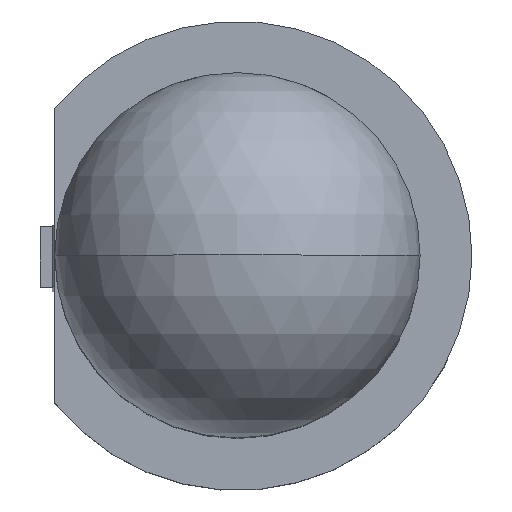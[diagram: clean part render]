
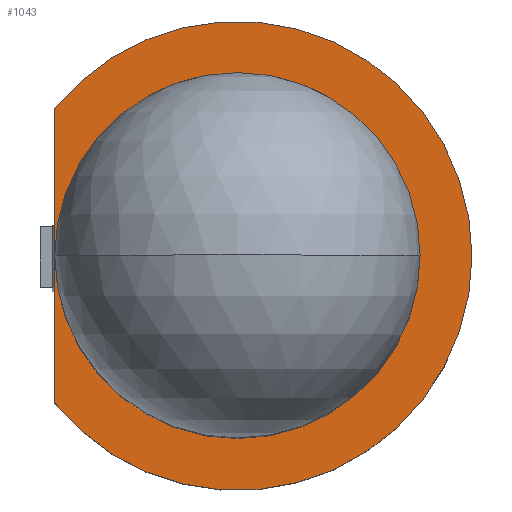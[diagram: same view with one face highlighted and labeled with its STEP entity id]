
A CAD part, top view. The second image highlights one B-rep face of the part: STEP entity #1043.
In plain terms, the highlighted planar face has unit normal (0, 0, 1).
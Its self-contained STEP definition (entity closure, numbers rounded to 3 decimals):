
#2 = CARTESIAN_POINT ( 'NONE',  ( 0., 0., 0. ) ) ;
#5 = ORIENTED_EDGE ( 'NONE', *, *, #1238, .F. ) ;
#20 = CARTESIAN_POINT ( 'NONE',  ( 1.5, 0., 0. ) ) ;
#25 = DIRECTION ( 'NONE',  ( -1., 0., 0. ) ) ;
#35 = VERTEX_POINT ( 'NONE', #20 ) ;
#48 = VECTOR ( 'NONE', #117, 1000. ) ;
#51 = VERTEX_POINT ( 'NONE', #890 ) ;
#84 = AXIS2_PLACEMENT_3D ( 'NONE', #2, #771, #112 ) ;
#88 = DIRECTION ( 'NONE',  ( -1., 0., 0. ) ) ;
#112 = DIRECTION ( 'NONE',  ( 1., 0., 0. ) ) ;
#116 = ORIENTED_EDGE ( 'NONE', *, *, #446, .F. ) ;
#117 = DIRECTION ( 'NONE',  ( 0., 1., 0. ) ) ;
#119 = CARTESIAN_POINT ( 'NONE',  ( -1.5, -1.206, 0. ) ) ;
#166 = EDGE_LOOP ( 'NONE', ( #116, #1055, #5, #822, #892, #1252 ) ) ;
#203 = DIRECTION ( 'NONE',  ( 0., 1., 0. ) ) ;
#209 = AXIS2_PLACEMENT_3D ( 'NONE', #1376, #746, #88 ) ;
#221 = CARTESIAN_POINT ( 'NONE',  ( 1.925, 0., 0. ) ) ;
#238 = DIRECTION ( 'NONE',  ( 0., 0., 1. ) ) ;
#320 = AXIS2_PLACEMENT_3D ( 'NONE', #1096, #459, #1199 ) ;
#339 = LINE ( 'NONE', #773, #48 ) ;
#355 = AXIS2_PLACEMENT_3D ( 'NONE', #1320, #686, #25 ) ;
#446 = EDGE_CURVE ( 'NONE', #1391, #51, #1346, .T. ) ;
#449 = EDGE_CURVE ( 'NONE', #813, #1032, #1060, .T. ) ;
#459 = DIRECTION ( 'NONE',  ( 0., 0., -1. ) ) ;
#501 = EDGE_CURVE ( 'NONE', #51, #813, #1274, .T. ) ;
#624 = CIRCLE ( 'NONE', #1333, 1.5 ) ;
#668 = PLANE ( 'NONE',  #320 ) ;
#686 = DIRECTION ( 'NONE',  ( 0., 0., -1. ) ) ;
#746 = DIRECTION ( 'NONE',  ( 0., 0., -1. ) ) ;
#771 = DIRECTION ( 'NONE',  ( 0., 0., 1. ) ) ;
#773 = CARTESIAN_POINT ( 'NONE',  ( -1.5, 1.206, 0. ) ) ;
#786 = CIRCLE ( 'NONE', #84, 1.5 ) ;
#813 = VERTEX_POINT ( 'NONE', #221 ) ;
#822 = ORIENTED_EDGE ( 'NONE', *, *, #1246, .F. ) ;
#847 = CARTESIAN_POINT ( 'NONE',  ( -1.5, 1.206, 0. ) ) ;
#875 = CARTESIAN_POINT ( 'NONE',  ( 0., 0., 0. ) ) ;
#890 = CARTESIAN_POINT ( 'NONE',  ( -1.5, 1.206, 0. ) ) ;
#892 = ORIENTED_EDGE ( 'NONE', *, *, #449, .F. ) ;
#955 = EDGE_CURVE ( 'NONE', #35, #1391, #786, .T. ) ;
#968 = FACE_OUTER_BOUND ( 'NONE', #166, .T. ) ;
#990 = DIRECTION ( 'NONE',  ( 1., 0., 0. ) ) ;
#1032 = VERTEX_POINT ( 'NONE', #119 ) ;
#1043 = ADVANCED_FACE ( 'NONE', ( #968 ), #668, .F. ) ;
#1055 = ORIENTED_EDGE ( 'NONE', *, *, #955, .F. ) ;
#1060 = CIRCLE ( 'NONE', #209, 1.925 ) ;
#1096 = CARTESIAN_POINT ( 'NONE',  ( 0., 0., 0. ) ) ;
#1199 = DIRECTION ( 'NONE',  ( -1., 0., 0. ) ) ;
#1238 = EDGE_CURVE ( 'NONE', #1391, #35, #624, .T. ) ;
#1246 = EDGE_CURVE ( 'NONE', #1032, #1391, #339, .T. ) ;
#1252 = ORIENTED_EDGE ( 'NONE', *, *, #501, .F. ) ;
#1274 = CIRCLE ( 'NONE', #355, 1.925 ) ;
#1306 = VECTOR ( 'NONE', #203, 1000. ) ;
#1314 = CARTESIAN_POINT ( 'NONE',  ( -1.5, 0., 0. ) ) ;
#1320 = CARTESIAN_POINT ( 'NONE',  ( 0., 0., 0. ) ) ;
#1333 = AXIS2_PLACEMENT_3D ( 'NONE', #875, #238, #990 ) ;
#1346 = LINE ( 'NONE', #847, #1306 ) ;
#1376 = CARTESIAN_POINT ( 'NONE',  ( 0., 0., 0. ) ) ;
#1391 = VERTEX_POINT ( 'NONE', #1314 ) ;
